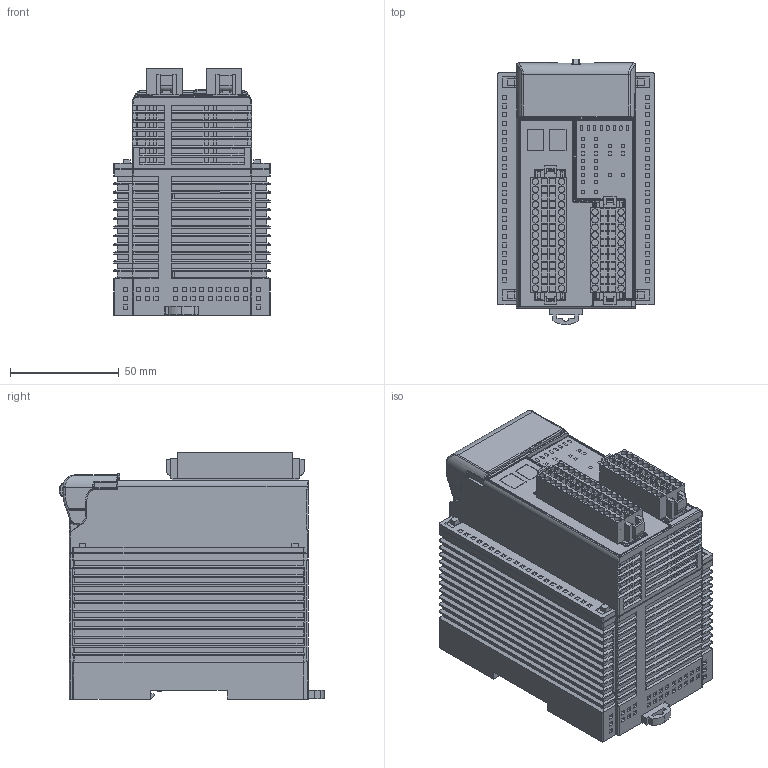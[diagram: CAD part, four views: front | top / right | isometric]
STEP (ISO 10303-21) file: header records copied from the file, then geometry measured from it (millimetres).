
FILE_DESCRIPTION (( 'STEP AP203' ), '1' );
FILE_NAME ('FS1A-C[01][11][21]S.STEP', '2021-10-10T23:27:22', ( '' ), ( '' ), 'SwSTEP 2.0', 'SolidWorks 2019', '' );
FILE_SCHEMA (( 'CONFIG_CONTROL_DESIGN' ));
Length unit declared in the file: millimetre
Products named in the file (4): FS1A-SW-CV_蹬怮椔; FS1A-C[01][11][21]S; FS1A-BODY_蹬怮椔; FC3A-FIXED-HOOK_蹬怮椔
Assembly tree (3 placements, depth 2):
  FS1A-C[01][11][21]S
    FS1A-BODY_蹬怮椔
    FC3A-FIXED-HOOK_蹬怮椔
    FS1A-SW-CV_蹬怮椔
Bounding box: 72 x 122 x 113.4 mm (x, y, z)
Volume: 718719.4 mm3; surface area: 83494.8 mm2
Topology: 3 solids, 3 shells, 3291 faces, 8463 edges, 5426 vertices
Faces by surface type: plane 2709, cylinder 451, bspline 107, cone 18, torus 6
Entity records: 102317 total; most frequent: CARTESIAN_POINT 22752, ORIENTED_EDGE 16866, DIRECTION 15285, EDGE_CURVE 8433, LINE 7221, VECTOR 7221, VERTEX_POINT 5426, AXIS2_PLACEMENT_3D 4032
